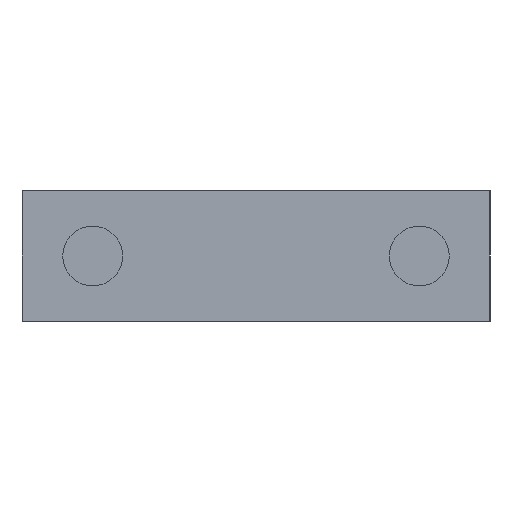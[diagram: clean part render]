
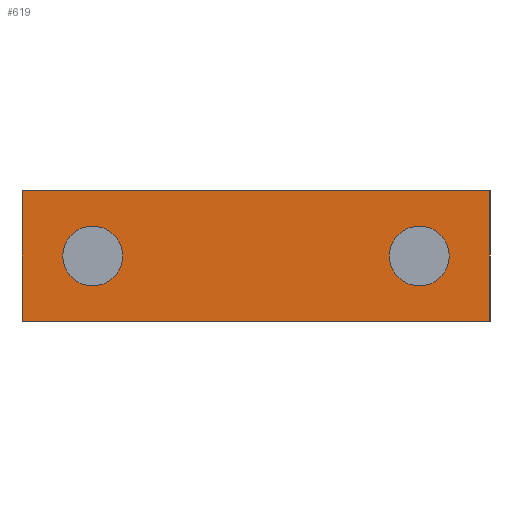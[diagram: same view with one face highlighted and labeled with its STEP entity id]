
A CAD part, left-side view. The second image highlights one B-rep face of the part: STEP entity #619.
In plain terms, the highlighted planar face has unit normal (-1, 0, 0).
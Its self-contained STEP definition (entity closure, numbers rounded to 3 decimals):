
#619=ADVANCED_FACE('',(#1368,#1369,#1370),#1371,.F.);
#1368=FACE_OUTER_BOUND('',#2244,.T.);
#1369=FACE_BOUND('',#2245,.T.);
#1370=FACE_BOUND('',#2246,.T.);
#1371=PLANE('',#2247);
#2244=EDGE_LOOP('',(#4365,#4366,#4367,#4368));
#2245=EDGE_LOOP('',(#4369,#4370));
#2246=EDGE_LOOP('',(#4371,#4372));
#2247=AXIS2_PLACEMENT_3D('',#4373,#4374,#4375);
#4365=ORIENTED_EDGE('',*,*,#6242,.F.);
#4366=ORIENTED_EDGE('',*,*,#6293,.F.);
#4367=ORIENTED_EDGE('',*,*,#6090,.F.);
#4368=ORIENTED_EDGE('',*,*,#5777,.F.);
#4369=ORIENTED_EDGE('',*,*,#6270,.F.);
#4370=ORIENTED_EDGE('',*,*,#6294,.F.);
#4371=ORIENTED_EDGE('',*,*,#6295,.F.);
#4372=ORIENTED_EDGE('',*,*,#6096,.F.);
#4373=CARTESIAN_POINT('',(-7.364,-16.149,0.));
#4374=DIRECTION('',(1.0,0.0,0.0));
#4375=DIRECTION('',(0.0,0.0,-1.0));
#5777=EDGE_CURVE('',#7147,#7149,#7150,.T.);
#6090=EDGE_CURVE('',#7149,#7631,#7632,.T.);
#6096=EDGE_CURVE('',#7640,#7636,#7642,.T.);
#6242=EDGE_CURVE('',#7866,#7147,#7868,.T.);
#6270=EDGE_CURVE('',#7898,#7900,#7901,.T.);
#6293=EDGE_CURVE('',#7631,#7866,#7925,.T.);
#6294=EDGE_CURVE('',#7900,#7898,#7926,.T.);
#6295=EDGE_CURVE('',#7636,#7640,#7927,.T.);
#7147=VERTEX_POINT('',#9069);
#7149=VERTEX_POINT('',#9072);
#7150=LINE('',#9073,#9074);
#7631=VERTEX_POINT('',#9809);
#7632=LINE('',#9810,#9811);
#7636=VERTEX_POINT('',#9816);
#7640=VERTEX_POINT('',#9821);
#7642=CIRCLE('',#9824,2.75);
#7866=VERTEX_POINT('',#10174);
#7868=LINE('',#10177,#10178);
#7898=VERTEX_POINT('',#10219);
#7900=VERTEX_POINT('',#10222);
#7901=CIRCLE('',#10223,2.75);
#7925=LINE('',#10258,#10259);
#7926=CIRCLE('',#10260,2.75);
#7927=CIRCLE('',#10261,2.75);
#9069=CARTESIAN_POINT('',(-7.364,-16.149,12.));
#9072=CARTESIAN_POINT('',(-7.364,-16.149,0.));
#9073=CARTESIAN_POINT('',(-7.364,-16.149,3.));
#9074=VECTOR('',#10850,1.0);
#9809=CARTESIAN_POINT('',(-7.364,26.851,0.));
#9810=CARTESIAN_POINT('',(-7.364,5.351,0.));
#9811=VECTOR('',#11138,1.0);
#9816=CARTESIAN_POINT('',(-7.364,-9.649,3.25));
#9821=CARTESIAN_POINT('',(-7.364,-9.649,8.75));
#9824=AXIS2_PLACEMENT_3D('',#11145,#11146,#11147);
#10174=CARTESIAN_POINT('',(-7.364,26.851,12.));
#10177=CARTESIAN_POINT('',(-7.364,10.729,12.));
#10178=VECTOR('',#11314,1.0);
#10219=CARTESIAN_POINT('',(-7.364,20.351,3.25));
#10222=CARTESIAN_POINT('',(-7.364,20.351,8.75));
#10223=AXIS2_PLACEMENT_3D('',#11336,#11337,#11338);
#10258=CARTESIAN_POINT('',(-7.364,26.851,3.));
#10259=VECTOR('',#11353,1.0);
#10260=AXIS2_PLACEMENT_3D('',#11354,#11355,#11356);
#10261=AXIS2_PLACEMENT_3D('',#11357,#11358,#11359);
#10850=DIRECTION('',(0.0,0.0,-1.0));
#11138=DIRECTION('',(0.0,1.0,0.0));
#11145=CARTESIAN_POINT('',(-7.364,-9.649,6.));
#11146=DIRECTION('',(-1.0,0.0,0.0));
#11147=DIRECTION('',(0.0,0.,1.0));
#11314=DIRECTION('',(0.0,-1.0,0.0));
#11336=CARTESIAN_POINT('',(-7.364,20.351,6.));
#11337=DIRECTION('',(-1.0,0.0,0.0));
#11338=DIRECTION('',(0.0,0.,-1.0));
#11353=DIRECTION('',(0.0,0.0,1.0));
#11354=CARTESIAN_POINT('',(-7.364,20.351,6.));
#11355=DIRECTION('',(-1.0,0.0,0.0));
#11356=DIRECTION('',(0.0,0.,1.0));
#11357=CARTESIAN_POINT('',(-7.364,-9.649,6.));
#11358=DIRECTION('',(-1.0,0.0,0.0));
#11359=DIRECTION('',(0.0,0.,-1.0));
